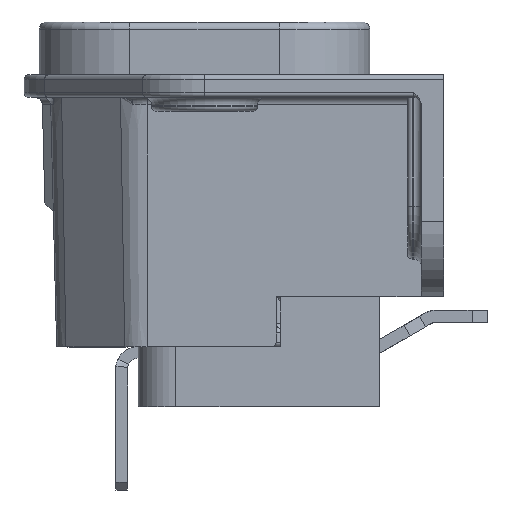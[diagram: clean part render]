
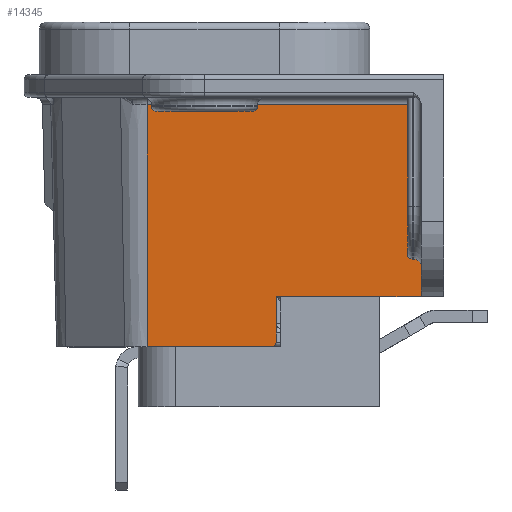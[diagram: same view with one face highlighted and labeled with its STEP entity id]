
A CAD part, left-side view. The second image highlights one B-rep face of the part: STEP entity #14345.
In plain terms, the highlighted planar face has unit normal (-1, 0, -0.024).
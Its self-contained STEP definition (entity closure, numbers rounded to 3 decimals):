
#180=ELLIPSE('',#15501,0.5,0.5);
#207=ELLIPSE('',#15616,0.3,0.3);
#1673=FACE_OUTER_BOUND('',#2514,.T.);
#2514=EDGE_LOOP('',(#11994,#11995,#11996,#11997,#11998,#11999,#12000,#12001));
#3676=LINE('',#23303,#5125);
#3680=LINE('',#23310,#5129);
#3682=LINE('',#23314,#5131);
#3683=LINE('',#23320,#5132);
#3829=LINE('',#23959,#5278);
#3830=LINE('',#23963,#5279);
#5125=VECTOR('',#18684,1000.);
#5129=VECTOR('',#18690,1000.);
#5131=VECTOR('',#18694,1000.);
#5132=VECTOR('',#18703,1000.);
#5278=VECTOR('',#19071,1000.);
#5279=VECTOR('',#19076,1000.);
#6531=VERTEX_POINT('',#23296);
#6532=VERTEX_POINT('',#23300);
#6533=VERTEX_POINT('',#23302);
#6535=VERTEX_POINT('',#23309);
#6536=VERTEX_POINT('',#23313);
#6537=VERTEX_POINT('',#23319);
#6672=VERTEX_POINT('',#23958);
#6673=VERTEX_POINT('',#23962);
#8323=EDGE_CURVE('',#6533,#6532,#3676,.T.);
#8327=EDGE_CURVE('',#6535,#6533,#3680,.T.);
#8329=EDGE_CURVE('',#6536,#6531,#3682,.T.);
#8331=EDGE_CURVE('',#6532,#6536,#180,.T.);
#8332=EDGE_CURVE('',#6535,#6537,#3683,.T.);
#8540=EDGE_CURVE('',#6672,#6531,#3829,.T.);
#8542=EDGE_CURVE('',#6673,#6672,#3830,.T.);
#8543=EDGE_CURVE('',#6673,#6537,#207,.T.);
#11994=ORIENTED_EDGE('',*,*,#8331,.T.);
#11995=ORIENTED_EDGE('',*,*,#8329,.T.);
#11996=ORIENTED_EDGE('',*,*,#8540,.F.);
#11997=ORIENTED_EDGE('',*,*,#8542,.F.);
#11998=ORIENTED_EDGE('',*,*,#8543,.T.);
#11999=ORIENTED_EDGE('',*,*,#8332,.F.);
#12000=ORIENTED_EDGE('',*,*,#8327,.T.);
#12001=ORIENTED_EDGE('',*,*,#8323,.T.);
#13646=PLANE('',#15615);
#14345=ADVANCED_FACE('',(#1673),#13646,.T.);
#15501=AXIS2_PLACEMENT_3D('',#23317,#18699,#18700);
#15615=AXIS2_PLACEMENT_3D('',#23961,#19074,#19075);
#15616=AXIS2_PLACEMENT_3D('',#23964,#19077,#19078);
#18684=DIRECTION('',(-0.024,0.,1.));
#18690=DIRECTION('',(0.,-1.,0.));
#18694=DIRECTION('',(0.,1.,0.));
#18699=DIRECTION('center_axis',(-1.,0.,
-0.024));
#18700=DIRECTION('ref_axis',(0.024,0.,-1.));
#18703=DIRECTION('',(0.024,0.,-1.));
#19071=DIRECTION('',(-0.024,0.,1.));
#19074=DIRECTION('center_axis',(-1.,0.,
-0.024));
#19075=DIRECTION('ref_axis',(-0.024,0.,1.));
#19076=DIRECTION('',(0.,1.,0.));
#19077=DIRECTION('center_axis',(-1.,0.,
-0.024));
#19078=DIRECTION('ref_axis',(-0.024,0.,1.));
#23296=CARTESIAN_POINT('',(-14.213,3.8,-1.988));
#23300=CARTESIAN_POINT('',(-14.213,-14.35,-2.));
#23302=CARTESIAN_POINT('',(-13.902,-14.35,-14.7));
#23303=CARTESIAN_POINT('',(-14.233,-14.35,-1.163));
#23309=CARTESIAN_POINT('',(-13.902,-4.75,-14.7));
#23310=CARTESIAN_POINT('',(-13.902,-14.35,-14.7));
#23313=CARTESIAN_POINT('',(-14.213,-14.35,-1.988));
#23314=CARTESIAN_POINT('',(-14.213,3.8,-1.988));
#23317=CARTESIAN_POINT('Origin',(-14.213,-13.85,-2.));
#23319=CARTESIAN_POINT('',(-13.829,-4.75,-17.7));
#23320=CARTESIAN_POINT('',(-13.822,-4.75,-18.));
#23958=CARTESIAN_POINT('',(-13.822,3.8,-18.));
#23959=CARTESIAN_POINT('',(-14.225,3.8,-1.5));
#23961=CARTESIAN_POINT('Origin',(-14.225,3.8,-1.5));
#23962=CARTESIAN_POINT('',(-13.822,-4.45,-18.));
#23963=CARTESIAN_POINT('',(-13.822,3.8,-18.));
#23964=CARTESIAN_POINT('Origin',(-13.829,-4.45,-17.7));
